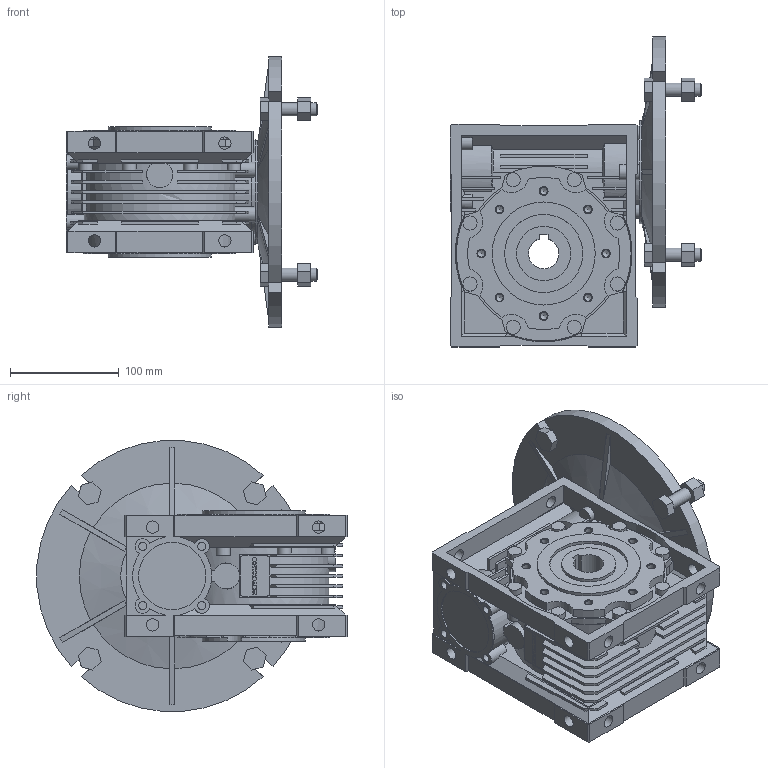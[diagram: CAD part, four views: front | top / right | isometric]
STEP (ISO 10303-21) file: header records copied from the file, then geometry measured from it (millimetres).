
FILE_DESCRIPTION( ( 'STEP AP214' ), '1' );
FILE_NAME( 'NMRV075101442811100300NO---(--------).stp', '2021-05-27T11:13:46', ( 'License CC BY-ND 4.0' ), ( 'CADENAS' ), ' ', 'PARTsolutions', ' ' );
FILE_SCHEMA( ( 'AUTOMOTIVE_DESIGN { 1 0 10303 214 1 1 1 1 }' ) );
Length unit declared in the file: millimetre
Products named in the file (5): NMRV075101442811100300NO---(--------); _Gear unit 75; _075-28 (120)alc-n; _VB 075-28 (28); _75-100-112 B5
Assembly tree (4 placements, depth 2):
  NMRV075101442811100300NO---(--------)
    _Gear unit 75
    _075-28 (120)alc-n
    _VB 075-28 (28)
    _75-100-112 B5
Bounding box: 231.5 x 285.59 x 249.17 mm (x, y, z)
Volume: 3175331.4 mm3; surface area: 571458.2 mm2
Topology: 4 solids, 4 shells, 1152 faces, 3192 edges, 2108 vertices
Faces by surface type: plane 812, cylinder 266, cone 72, bspline 2
Full cylindrical faces by diameter (mm): 6.647 x16, 7.45 x4, 11.38 x14, 12 x8, 13 x14, 39 x1, 40 x1, 42 x1, 50 x2, 60 x2, 62 x1, 68 x2, 72 x2, 95 x2, 139.93 x2, 177.871 x1, 180 x1
Entity records: 45875 total; most frequent: CARTESIAN_POINT 7237, ORIENTED_EDGE 6078, DIRECTION 5962, EDGE_CURVE 3039, LINE 2118, VECTOR 2118, VERTEX_POINT 2086, AXIS2_PLACEMENT_3D 1922
